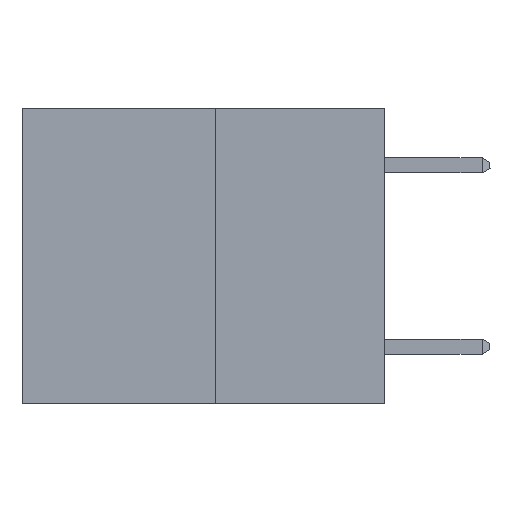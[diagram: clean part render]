
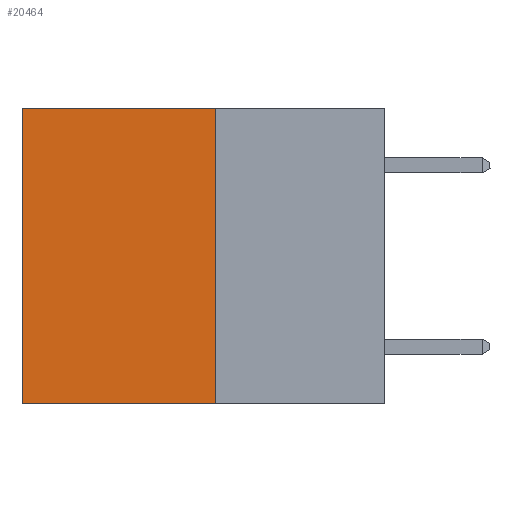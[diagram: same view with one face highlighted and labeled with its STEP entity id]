
A CAD part, left-side view. The second image highlights one B-rep face of the part: STEP entity #20464.
In plain terms, the highlighted planar face has unit normal (-1, 0, 0).
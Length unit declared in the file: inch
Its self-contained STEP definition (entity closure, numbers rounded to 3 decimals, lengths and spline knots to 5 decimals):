
#518 = VECTOR ( 'NONE', #22151, 39.37008 ) ;
#2018 = CARTESIAN_POINT ( 'NONE',  ( 0.3165, 0.28, -0.49 ) ) ;
#2736 = CARTESIAN_POINT ( 'NONE',  ( 0.3165, 0.28, -0.49 ) ) ;
#3097 = EDGE_CURVE ( 'NONE', #22620, #7351, #5605, .T. ) ;
#3287 = EDGE_CURVE ( 'NONE', #7942, #17797, #26336, .T. ) ;
#4909 = VECTOR ( 'NONE', #26910, 39.37008 ) ;
#5568 = DIRECTION ( 'NONE',  ( 0., 1., 0. ) ) ;
#5605 = LINE ( 'NONE', #24340, #4909 ) ;
#5956 = LINE ( 'NONE', #23954, #16871 ) ;
#6108 = LINE ( 'NONE', #22534, #518 ) ;
#6658 = EDGE_LOOP ( 'NONE', ( #22433, #9626, #12085, #21893 ) ) ;
#7351 = VERTEX_POINT ( 'NONE', #7647 ) ;
#7647 = CARTESIAN_POINT ( 'NONE',  ( 0.3165, 0.6, 0. ) ) ;
#7942 = VERTEX_POINT ( 'NONE', #2018 ) ;
#9626 = ORIENTED_EDGE ( 'NONE', *, *, #3287, .F. ) ;
#10606 = CARTESIAN_POINT ( 'NONE',  ( 0.3165, 0.6, -0.49 ) ) ;
#11160 = EDGE_CURVE ( 'NONE', #22620, #7942, #5956, .T. ) ;
#12085 = ORIENTED_EDGE ( 'NONE', *, *, #11160, .F. ) ;
#12980 = CARTESIAN_POINT ( 'NONE',  ( 0.3165, 0.28, 0. ) ) ;
#15095 = FACE_OUTER_BOUND ( 'NONE', #6658, .T. ) ;
#16871 = VECTOR ( 'NONE', #17087, 39.37008 ) ;
#17030 = EDGE_CURVE ( 'NONE', #7351, #17797, #6108, .T. ) ;
#17087 = DIRECTION ( 'NONE',  ( 0., 0., -1. ) ) ;
#17797 = VERTEX_POINT ( 'NONE', #10606 ) ;
#20464 = ADVANCED_FACE ( 'NONE', ( #15095 ), #26342, .F. ) ;
#21454 = AXIS2_PLACEMENT_3D ( 'NONE', #22036, #24080, #26619 ) ;
#21893 = ORIENTED_EDGE ( 'NONE', *, *, #3097, .T. ) ;
#22036 = CARTESIAN_POINT ( 'NONE',  ( 0.3165, 0.28, -0.49 ) ) ;
#22151 = DIRECTION ( 'NONE',  ( 0., 0., -1. ) ) ;
#22433 = ORIENTED_EDGE ( 'NONE', *, *, #17030, .T. ) ;
#22534 = CARTESIAN_POINT ( 'NONE',  ( 0.3165, 0.6, -0.49 ) ) ;
#22620 = VERTEX_POINT ( 'NONE', #12980 ) ;
#23954 = CARTESIAN_POINT ( 'NONE',  ( 0.3165, 0.28, -0.49 ) ) ;
#24080 = DIRECTION ( 'NONE',  ( 1., 0., 0. ) ) ;
#24340 = CARTESIAN_POINT ( 'NONE',  ( 0.3165, 0.28, 0. ) ) ;
#26336 = LINE ( 'NONE', #2736, #27375 ) ;
#26342 = PLANE ( 'NONE',  #21454 ) ;
#26619 = DIRECTION ( 'NONE',  ( 0., 0., -1. ) ) ;
#26910 = DIRECTION ( 'NONE',  ( 0., 1., 0. ) ) ;
#27375 = VECTOR ( 'NONE', #5568, 39.37008 ) ;
